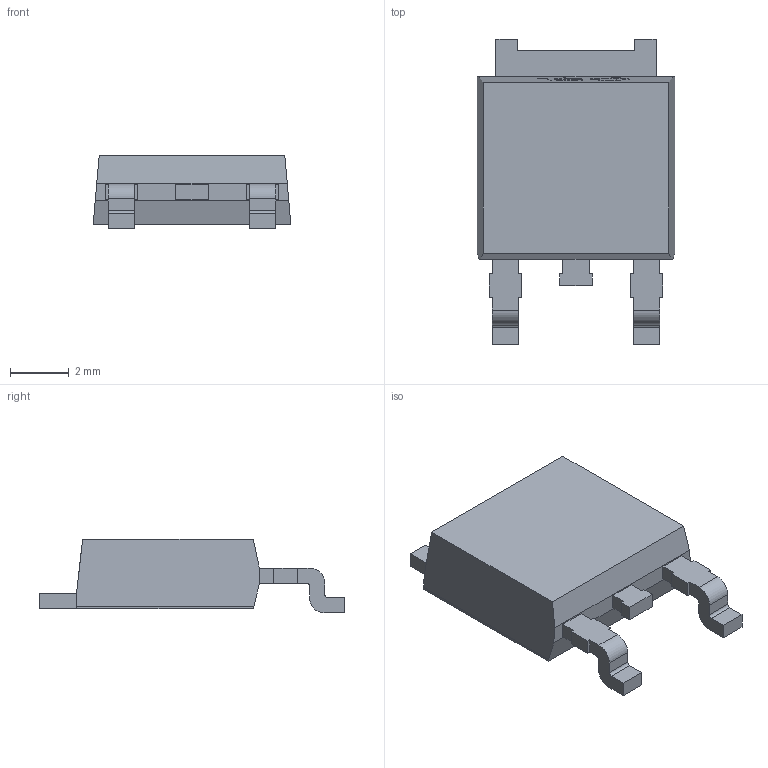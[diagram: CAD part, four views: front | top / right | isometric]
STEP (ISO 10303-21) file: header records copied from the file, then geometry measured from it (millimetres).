
FILE_DESCRIPTION (( 'STEP AP214' ), '1' );
FILE_NAME ('TO-252-2_3PIN-L6.6-W6.1-H3.1-P4.57-LS9.9-TL.step', '2022-08-01T12:52:58', ( '' ), ( '' ), 'SwSTEP 2.0', 'SolidWorks 2020', '' );
FILE_SCHEMA (( 'AUTOMOTIVE_DESIGN' ));
Length unit declared in the file: millimetre
Products named in the file (1): TO-252-2_3PIN-L6.6-W6.1-H3.1-P4.57-LS9.9-TL
Bounding box: 6.73 x 10.42 x 2.51 mm (x, y, z)
Volume: 101.1 mm3; surface area: 190.2 mm2
Topology: 1 solids, 1 shells, 300 faces, 826 edges, 550 vertices
Faces by surface type: plane 194, bspline 98, cylinder 8
Entity records: 12581 total; most frequent: CARTESIAN_POINT 2983, ORIENTED_EDGE 1652, DIRECTION 1048, EDGE_CURVE 826, VECTOR 610, LINE 610, VERTEX_POINT 550, EDGE_LOOP 322
